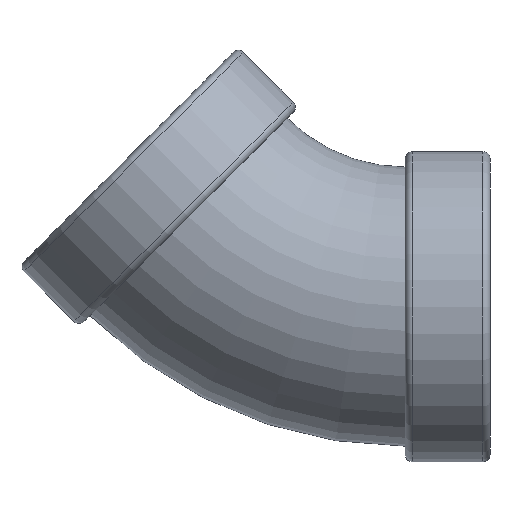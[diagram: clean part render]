
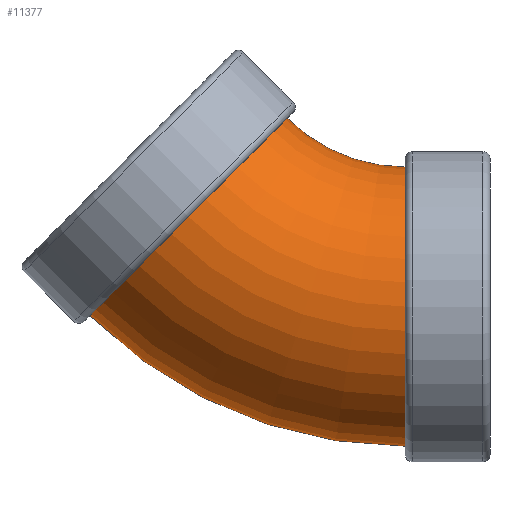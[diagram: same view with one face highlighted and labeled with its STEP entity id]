
A CAD part, left-side view. The second image highlights one B-rep face of the part: STEP entity #11377.
In plain terms, the highlighted toroidal (fillet/blend) face has major radius 37.16 mm and minor radius 16.916 mm.
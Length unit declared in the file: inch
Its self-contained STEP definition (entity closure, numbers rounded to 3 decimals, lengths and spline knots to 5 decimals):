
#55 = DIRECTION ( 'NONE',  ( 0., 0., 1. ) ) ;
#66 = EDGE_CURVE ( 'NONE', #12019, #11353, #11795, .T. ) ;
#502 = EDGE_CURVE ( 'NONE', #2407, #8072, #10725, .T. ) ;
#650 = DIRECTION ( 'NONE',  ( 1., 0., 0. ) ) ;
#674 = DIRECTION ( 'NONE',  ( 1., 0., 0. ) ) ;
#748 = AXIS2_PLACEMENT_3D ( 'NONE', #5843, #2782, #6811 ) ;
#2407 = VERTEX_POINT ( 'NONE', #8680 ) ;
#2496 = FACE_OUTER_BOUND ( 'NONE', #5025, .T. ) ;
#2782 = DIRECTION ( 'NONE',  ( 0., 0.707, 0.707 ) ) ;
#3171 = ORIENTED_EDGE ( 'NONE', *, *, #502, .F. ) ;
#3863 = AXIS2_PLACEMENT_3D ( 'NONE', #6787, #650, #12704 ) ;
#4161 = EDGE_CURVE ( 'NONE', #2407, #12019, #4203, .T. ) ;
#4203 = CIRCLE ( 'NONE', #12768, 0.666 ) ;
#4340 = CIRCLE ( 'NONE', #748, 0.666 ) ;
#5025 = EDGE_LOOP ( 'NONE', ( #3171, #10974, #11866, #8979 ) ) ;
#5596 = CARTESIAN_POINT ( 'NONE',  ( 0., 0.404, 1.46301 ) ) ;
#5843 = CARTESIAN_POINT ( 'NONE',  ( 0., 1.43851, 0.42851 ) ) ;
#5998 = CARTESIAN_POINT ( 'NONE',  ( 0., 0.404, 0.666 ) ) ;
#6418 = TOROIDAL_SURFACE ( 'NONE', #3863, 1.46301, 0.666 ) ;
#6683 = AXIS2_PLACEMENT_3D ( 'NONE', #5596, #674, #11518 ) ;
#6787 = CARTESIAN_POINT ( 'NONE',  ( 0., 0.404, 1.46301 ) ) ;
#6811 = DIRECTION ( 'NONE',  ( 0., -0.707, 0.707 ) ) ;
#7565 = DIRECTION ( 'NONE',  ( 0., 0., -1. ) ) ;
#8011 = EDGE_CURVE ( 'NONE', #8072, #11353, #4340, .T. ) ;
#8072 = VERTEX_POINT ( 'NONE', #8856 ) ;
#8209 = CARTESIAN_POINT ( 'NONE',  ( 0., 0.96757, 0.89944 ) ) ;
#8680 = CARTESIAN_POINT ( 'NONE',  ( 0., 0.404, -0.666 ) ) ;
#8856 = CARTESIAN_POINT ( 'NONE',  ( 0., 1.90944, -0.04243 ) ) ;
#8979 = ORIENTED_EDGE ( 'NONE', *, *, #8011, .F. ) ;
#10725 = CIRCLE ( 'NONE', #6683, 2.12901 ) ;
#10974 = ORIENTED_EDGE ( 'NONE', *, *, #4161, .T. ) ;
#11124 = DIRECTION ( 'NONE',  ( 0., 1., 0. ) ) ;
#11353 = VERTEX_POINT ( 'NONE', #8209 ) ;
#11377 = ADVANCED_FACE ( 'NONE', ( #2496 ), #6418, .T. ) ;
#11469 = CARTESIAN_POINT ( 'NONE',  ( 0., 0.404, 1.46301 ) ) ;
#11518 = DIRECTION ( 'NONE',  ( 0., 0., -1. ) ) ;
#11795 = CIRCLE ( 'NONE', #12179, 0.79701 ) ;
#11866 = ORIENTED_EDGE ( 'NONE', *, *, #66, .T. ) ;
#12019 = VERTEX_POINT ( 'NONE', #5998 ) ;
#12031 = CARTESIAN_POINT ( 'NONE',  ( 0., 0.404, 0. ) ) ;
#12179 = AXIS2_PLACEMENT_3D ( 'NONE', #11469, #12512, #7565 ) ;
#12512 = DIRECTION ( 'NONE',  ( 1., 0., 0. ) ) ;
#12704 = DIRECTION ( 'NONE',  ( 0., 0., -1. ) ) ;
#12768 = AXIS2_PLACEMENT_3D ( 'NONE', #12031, #11124, #55 ) ;
